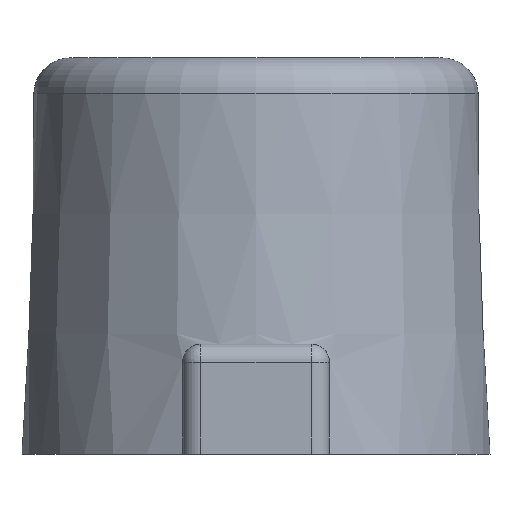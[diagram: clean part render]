
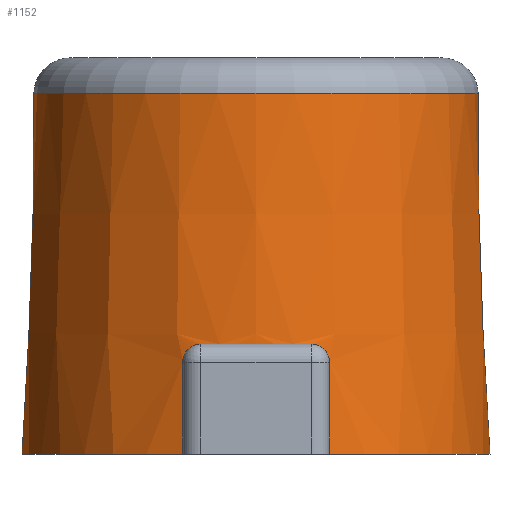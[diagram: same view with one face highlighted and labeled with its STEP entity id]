
A CAD part, left-side view. The second image highlights one B-rep face of the part: STEP entity #1152.
In plain terms, the highlighted conical face has half-angle 2 degrees and reference radius 3.2 mm.
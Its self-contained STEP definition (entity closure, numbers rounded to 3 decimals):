
#15=(
BOUNDED_CURVE()
B_SPLINE_CURVE(2,(#2138,#2139,#2140),.UNSPECIFIED.,.F.,.F.)
B_SPLINE_CURVE_WITH_KNOTS((3,3),(0.025,0.15),
 .UNSPECIFIED.)
CURVE()
GEOMETRIC_REPRESENTATION_ITEM()
RATIONAL_B_SPLINE_CURVE((1.,1.,1.))
REPRESENTATION_ITEM('')
);
#16=(
BOUNDED_CURVE()
B_SPLINE_CURVE(2,(#2148,#2149,#2150),.UNSPECIFIED.,.F.,.F.)
B_SPLINE_CURVE_WITH_KNOTS((3,3),(0.,0.125),.UNSPECIFIED.)
CURVE()
GEOMETRIC_REPRESENTATION_ITEM()
RATIONAL_B_SPLINE_CURVE((1.,1.,1.))
REPRESENTATION_ITEM('')
);
#17=(
BOUNDED_CURVE()
B_SPLINE_CURVE(2,(#2204,#2205,#2206),.UNSPECIFIED.,.F.,.F.)
B_SPLINE_CURVE_WITH_KNOTS((3,3),(0.025,0.15),
 .UNSPECIFIED.)
CURVE()
GEOMETRIC_REPRESENTATION_ITEM()
RATIONAL_B_SPLINE_CURVE((1.,1.,1.))
REPRESENTATION_ITEM('')
);
#18=(
BOUNDED_CURVE()
B_SPLINE_CURVE(2,(#2214,#2215,#2216),.UNSPECIFIED.,.F.,.F.)
B_SPLINE_CURVE_WITH_KNOTS((3,3),(0.,0.125),.UNSPECIFIED.)
CURVE()
GEOMETRIC_REPRESENTATION_ITEM()
RATIONAL_B_SPLINE_CURVE((1.,1.,1.))
REPRESENTATION_ITEM('')
);
#23=B_SPLINE_CURVE_WITH_KNOTS('',3,(#2092,#2093,#2094,#2095,#2096,#2097,
#2098,#2099,#2100,#2101,#2102,#2103),.UNSPECIFIED.,.F.,.F.,(4,2,2,2,2,4),
(0.038,0.048,0.058,0.067,
0.076,0.077),.UNSPECIFIED.);
#24=B_SPLINE_CURVE_WITH_KNOTS('',3,(#2119,#2120,#2121,#2122,#2123,#2124,
#2125,#2126,#2127,#2128,#2129,#2130),.UNSPECIFIED.,.F.,.F.,(4,2,2,2,2,4),
(0.076,0.077,0.086,0.095,
0.105,0.115),.UNSPECIFIED.);
#25=B_SPLINE_CURVE_WITH_KNOTS('',3,(#2158,#2159,#2160,#2161,#2162,#2163,
#2164,#2165,#2166,#2167,#2168,#2169),.UNSPECIFIED.,.F.,.F.,(4,2,2,2,2,4),
(0.038,0.048,0.058,0.067,
0.076,0.077),.UNSPECIFIED.);
#26=B_SPLINE_CURVE_WITH_KNOTS('',3,(#2185,#2186,#2187,#2188,#2189,#2190,
#2191,#2192,#2193,#2194,#2195,#2196),.UNSPECIFIED.,.F.,.F.,(4,2,2,2,2,4),
(0.076,0.077,0.086,0.095,
0.105,0.115),.UNSPECIFIED.);
#203=LINE('',#2243,#288);
#288=VECTOR('',#1655,3.2);
#291=CONICAL_SURFACE('',#1299,3.2,0.035);
#359=FACE_OUTER_BOUND('',#432,.T.);
#432=EDGE_LOOP('',(#1058,#1059,#1060,#1061,#1062,#1063,#1064,#1065,#1066,
#1067,#1068,#1069,#1070,#1071,#1072,#1073));
#444=CIRCLE('',#1191,3.2);
#447=CIRCLE('',#1194,3.2);
#476=CIRCLE('',#1297,3.148);
#477=CIRCLE('',#1298,3.148);
#478=CIRCLE('',#1300,3.028);
#479=CIRCLE('',#1301,3.148);
#511=VERTEX_POINT('',#1734);
#512=VERTEX_POINT('',#1736);
#517=VERTEX_POINT('',#1746);
#518=VERTEX_POINT('',#1748);
#561=VERTEX_POINT('',#2089);
#562=VERTEX_POINT('',#2091);
#567=VERTEX_POINT('',#2116);
#568=VERTEX_POINT('',#2118);
#571=VERTEX_POINT('',#2155);
#572=VERTEX_POINT('',#2157);
#577=VERTEX_POINT('',#2182);
#578=VERTEX_POINT('',#2184);
#579=VERTEX_POINT('',#2237);
#580=VERTEX_POINT('',#2241);
#614=EDGE_CURVE('',#512,#511,#444,.T.);
#620=EDGE_CURVE('',#518,#517,#447,.T.);
#695=EDGE_CURVE('',#561,#562,#23,.F.);
#703=EDGE_CURVE('',#567,#568,#24,.F.);
#708=EDGE_CURVE('',#561,#512,#15,.T.);
#712=EDGE_CURVE('',#517,#568,#16,.T.);
#715=EDGE_CURVE('',#571,#572,#25,.F.);
#723=EDGE_CURVE('',#577,#578,#26,.F.);
#728=EDGE_CURVE('',#571,#518,#17,.T.);
#732=EDGE_CURVE('',#511,#578,#18,.T.);
#742=EDGE_CURVE('',#579,#572,#476,.T.);
#743=EDGE_CURVE('',#577,#579,#477,.T.);
#744=EDGE_CURVE('',#580,#580,#478,.T.);
#745=EDGE_CURVE('',#580,#579,#203,.T.);
#746=EDGE_CURVE('',#567,#562,#479,.T.);
#1058=ORIENTED_EDGE('',*,*,#744,.F.);
#1059=ORIENTED_EDGE('',*,*,#745,.T.);
#1060=ORIENTED_EDGE('',*,*,#742,.T.);
#1061=ORIENTED_EDGE('',*,*,#715,.F.);
#1062=ORIENTED_EDGE('',*,*,#728,.T.);
#1063=ORIENTED_EDGE('',*,*,#620,.T.);
#1064=ORIENTED_EDGE('',*,*,#712,.T.);
#1065=ORIENTED_EDGE('',*,*,#703,.F.);
#1066=ORIENTED_EDGE('',*,*,#746,.T.);
#1067=ORIENTED_EDGE('',*,*,#695,.F.);
#1068=ORIENTED_EDGE('',*,*,#708,.T.);
#1069=ORIENTED_EDGE('',*,*,#614,.T.);
#1070=ORIENTED_EDGE('',*,*,#732,.T.);
#1071=ORIENTED_EDGE('',*,*,#723,.F.);
#1072=ORIENTED_EDGE('',*,*,#743,.T.);
#1073=ORIENTED_EDGE('',*,*,#745,.F.);
#1152=ADVANCED_FACE('',(#359),#291,.T.);
#1191=AXIS2_PLACEMENT_3D('',#1737,#1367,#1368);
#1194=AXIS2_PLACEMENT_3D('',#1749,#1376,#1377);
#1297=AXIS2_PLACEMENT_3D('',#2238,#1647,#1648);
#1298=AXIS2_PLACEMENT_3D('',#2239,#1649,#1650);
#1299=AXIS2_PLACEMENT_3D('',#2240,#1651,#1652);
#1300=AXIS2_PLACEMENT_3D('',#2242,#1653,#1654);
#1301=AXIS2_PLACEMENT_3D('',#2244,#1656,#1657);
#1367=DIRECTION('center_axis',(0.,0.,1.));
#1368=DIRECTION('ref_axis',(1.,0.,0.));
#1376=DIRECTION('center_axis',(0.,0.,1.));
#1377=DIRECTION('ref_axis',(1.,0.,0.));
#1647=DIRECTION('center_axis',(0.,0.,1.));
#1648=DIRECTION('ref_axis',(1.,0.,0.));
#1649=DIRECTION('center_axis',(0.,0.,1.));
#1650=DIRECTION('ref_axis',(1.,0.,0.));
#1651=DIRECTION('center_axis',(0.,0.,-1.));
#1652=DIRECTION('ref_axis',(1.,0.,0.));
#1653=DIRECTION('center_axis',(0.,0.,1.));
#1654=DIRECTION('ref_axis',(1.,0.,0.));
#1655=DIRECTION('',(-0.035,0.,-0.999));
#1656=DIRECTION('center_axis',(0.,0.,1.));
#1657=DIRECTION('ref_axis',(1.,0.,0.));
#1734=CARTESIAN_POINT('',(-3.04,1.,0.));
#1736=CARTESIAN_POINT('',(3.04,1.,0.));
#1737=CARTESIAN_POINT('Origin',(0.,0.,0.));
#1746=CARTESIAN_POINT('',(3.04,-1.,0.));
#1748=CARTESIAN_POINT('',(-3.04,-1.,0.));
#1749=CARTESIAN_POINT('Origin',(0.,0.,0.));
#2089=CARTESIAN_POINT('',(2.994,1.,1.25));
#2091=CARTESIAN_POINT('',(3.057,0.75,1.5));
#2092=CARTESIAN_POINT('Ctrl Pts',(3.057,0.75,1.5));
#2093=CARTESIAN_POINT('Ctrl Pts',(3.049,0.781,1.5));
#2094=CARTESIAN_POINT('Ctrl Pts',(3.041,0.814,1.494));
#2095=CARTESIAN_POINT('Ctrl Pts',(3.025,0.875,1.469));
#2096=CARTESIAN_POINT('Ctrl Pts',(3.017,0.904,1.45));
#2097=CARTESIAN_POINT('Ctrl Pts',(3.005,0.948,1.405));
#2098=CARTESIAN_POINT('Ctrl Pts',(3.,0.967,1.378));
#2099=CARTESIAN_POINT('Ctrl Pts',(2.994,0.993,1.317));
#2100=CARTESIAN_POINT('Ctrl Pts',(2.993,1.,1.284));
#2101=CARTESIAN_POINT('Ctrl Pts',(2.994,1.,1.252));
#2102=CARTESIAN_POINT('Ctrl Pts',(2.994,1.,1.251));
#2103=CARTESIAN_POINT('Ctrl Pts',(2.994,1.,1.25));
#2116=CARTESIAN_POINT('',(3.057,-0.75,1.5));
#2118=CARTESIAN_POINT('',(2.994,-1.,1.25));
#2119=CARTESIAN_POINT('Ctrl Pts',(2.994,-1.,1.25));
#2120=CARTESIAN_POINT('Ctrl Pts',(2.994,-1.,1.251));
#2121=CARTESIAN_POINT('Ctrl Pts',(2.994,-1.,1.252));
#2122=CARTESIAN_POINT('Ctrl Pts',(2.993,-1.,1.284));
#2123=CARTESIAN_POINT('Ctrl Pts',(2.994,-0.993,1.317));
#2124=CARTESIAN_POINT('Ctrl Pts',(3.,-0.967,1.378));
#2125=CARTESIAN_POINT('Ctrl Pts',(3.005,-0.948,1.405));
#2126=CARTESIAN_POINT('Ctrl Pts',(3.017,-0.904,1.45));
#2127=CARTESIAN_POINT('Ctrl Pts',(3.025,-0.875,1.469));
#2128=CARTESIAN_POINT('Ctrl Pts',(3.041,-0.814,1.494));
#2129=CARTESIAN_POINT('Ctrl Pts',(3.049,-0.781,1.5));
#2130=CARTESIAN_POINT('Ctrl Pts',(3.057,-0.75,1.5));
#2138=CARTESIAN_POINT('Ctrl Pts',(2.994,1.,1.25));
#2139=CARTESIAN_POINT('Ctrl Pts',(3.017,1.,0.63));
#2140=CARTESIAN_POINT('Ctrl Pts',(3.04,1.,0.));
#2148=CARTESIAN_POINT('Ctrl Pts',(3.04,-1.,0.));
#2149=CARTESIAN_POINT('Ctrl Pts',(3.017,-1.,0.63));
#2150=CARTESIAN_POINT('Ctrl Pts',(2.994,-1.,1.25));
#2155=CARTESIAN_POINT('',(-2.994,-1.,1.25));
#2157=CARTESIAN_POINT('',(-3.057,-0.75,1.5));
#2158=CARTESIAN_POINT('Ctrl Pts',(-3.057,-0.75,1.5));
#2159=CARTESIAN_POINT('Ctrl Pts',(-3.049,-0.781,
1.5));
#2160=CARTESIAN_POINT('Ctrl Pts',(-3.041,-0.814,
1.494));
#2161=CARTESIAN_POINT('Ctrl Pts',(-3.025,-0.875,
1.469));
#2162=CARTESIAN_POINT('Ctrl Pts',(-3.017,-0.904,
1.45));
#2163=CARTESIAN_POINT('Ctrl Pts',(-3.005,-0.948,
1.405));
#2164=CARTESIAN_POINT('Ctrl Pts',(-3.,-0.967,
1.378));
#2165=CARTESIAN_POINT('Ctrl Pts',(-2.994,-0.993,
1.317));
#2166=CARTESIAN_POINT('Ctrl Pts',(-2.993,-1.,
1.284));
#2167=CARTESIAN_POINT('Ctrl Pts',(-2.994,-1.,
1.252));
#2168=CARTESIAN_POINT('Ctrl Pts',(-2.994,-1.,1.251));
#2169=CARTESIAN_POINT('Ctrl Pts',(-2.994,-1.,1.25));
#2182=CARTESIAN_POINT('',(-3.057,0.75,1.5));
#2184=CARTESIAN_POINT('',(-2.994,1.,1.25));
#2185=CARTESIAN_POINT('Ctrl Pts',(-2.994,1.,1.25));
#2186=CARTESIAN_POINT('Ctrl Pts',(-2.994,1.,1.251));
#2187=CARTESIAN_POINT('Ctrl Pts',(-2.994,1.,1.252));
#2188=CARTESIAN_POINT('Ctrl Pts',(-2.993,1.,1.284));
#2189=CARTESIAN_POINT('Ctrl Pts',(-2.994,0.993,1.317));
#2190=CARTESIAN_POINT('Ctrl Pts',(-3.,0.967,1.378));
#2191=CARTESIAN_POINT('Ctrl Pts',(-3.005,0.948,1.405));
#2192=CARTESIAN_POINT('Ctrl Pts',(-3.017,0.904,1.45));
#2193=CARTESIAN_POINT('Ctrl Pts',(-3.025,0.875,1.469));
#2194=CARTESIAN_POINT('Ctrl Pts',(-3.041,0.814,1.494));
#2195=CARTESIAN_POINT('Ctrl Pts',(-3.049,0.781,1.5));
#2196=CARTESIAN_POINT('Ctrl Pts',(-3.057,0.75,1.5));
#2204=CARTESIAN_POINT('Ctrl Pts',(-2.994,-1.,1.25));
#2205=CARTESIAN_POINT('Ctrl Pts',(-3.017,-1.,0.63));
#2206=CARTESIAN_POINT('Ctrl Pts',(-3.04,-1.,0.));
#2214=CARTESIAN_POINT('Ctrl Pts',(-3.04,1.,0.));
#2215=CARTESIAN_POINT('Ctrl Pts',(-3.017,1.,0.63));
#2216=CARTESIAN_POINT('Ctrl Pts',(-2.994,1.,1.25));
#2237=CARTESIAN_POINT('',(-3.148,0.,1.5));
#2238=CARTESIAN_POINT('Origin',(0.,0.,1.5));
#2239=CARTESIAN_POINT('Origin',(0.,0.,1.5));
#2240=CARTESIAN_POINT('Origin',(0.,0.,0.));
#2241=CARTESIAN_POINT('',(-3.028,0.,4.917));
#2242=CARTESIAN_POINT('Origin',(0.,0.,4.917));
#2243=CARTESIAN_POINT('',(-3.2,0.,0.));
#2244=CARTESIAN_POINT('Origin',(0.,0.,1.5));
